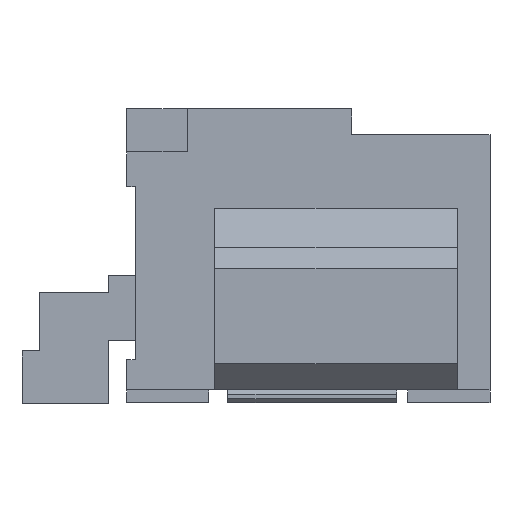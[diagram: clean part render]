
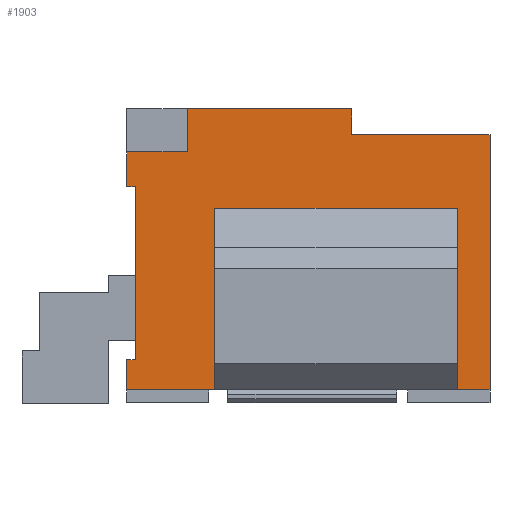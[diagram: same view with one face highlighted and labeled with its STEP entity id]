
A CAD part, left-side view. The second image highlights one B-rep face of the part: STEP entity #1903.
In plain terms, the highlighted planar face has unit normal (-1, 0, 0).
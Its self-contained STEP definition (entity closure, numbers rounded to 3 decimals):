
#1221=CARTESIAN_POINT('',(-3.375,-0.755,0.155));
#1222=VERTEX_POINT('',#1221);
#1229=CARTESIAN_POINT('',(-3.375,-0.755,0.505));
#1230=VERTEX_POINT('',#1229);
#1231=CARTESIAN_POINT('',(-3.375,-0.755,0.505));
#1232=DIRECTION('',(0.0,0.0,-1.0));
#1233=VECTOR('',#1232,0.35);
#1234=LINE('',#1231,#1233);
#1235=EDGE_CURVE('',#1230,#1222,#1234,.T.);
#1435=CARTESIAN_POINT('',(-3.375,-4.955,0.155));
#1436=VERTEX_POINT('',#1435);
#1443=CARTESIAN_POINT('',(-3.375,-4.575,0.155));
#1444=VERTEX_POINT('',#1443);
#1445=CARTESIAN_POINT('',(-3.375,-4.955,0.155));
#1446=DIRECTION('',(0.0,1.0,0.0));
#1447=VECTOR('',#1446,0.38);
#1448=LINE('',#1445,#1447);
#1449=EDGE_CURVE('',#1436,#1444,#1448,.T.);
#1506=CARTESIAN_POINT('',(-3.375,-1.775,0.155));
#1507=VERTEX_POINT('',#1506);
#1514=CARTESIAN_POINT('',(-3.375,-1.775,0.155));
#1515=DIRECTION('',(0.0,1.0,0.0));
#1516=VECTOR('',#1515,1.02);
#1517=LINE('',#1514,#1516);
#1518=EDGE_CURVE('',#1507,#1222,#1517,.T.);
#1793=CARTESIAN_POINT('',(-3.375,-5.165,-0.008));
#1794=DIRECTION('',(-1.0,0.0,0.0));
#1795=DIRECTION('',(0.0,0.0,1.0));
#1796=AXIS2_PLACEMENT_3D('',#1793,#1794,#1795);
#1797=PLANE('',#1796);
#1798=ORIENTED_EDGE('',*,*,#1449,.F.);
#1799=CARTESIAN_POINT('',(-3.375,-4.955,3.105));
#1800=VERTEX_POINT('',#1799);
#1801=CARTESIAN_POINT('',(-3.375,-4.955,0.155));
#1802=DIRECTION('',(0.0,0.0,1.0));
#1803=VECTOR('',#1802,2.95);
#1804=LINE('',#1801,#1803);
#1805=EDGE_CURVE('',#1436,#1800,#1804,.T.);
#1806=ORIENTED_EDGE('',*,*,#1805,.T.);
#1807=CARTESIAN_POINT('',(-3.375,-3.355,3.105));
#1808=VERTEX_POINT('',#1807);
#1809=CARTESIAN_POINT('',(-3.375,-3.355,3.105));
#1810=DIRECTION('',(0.0,-1.0,0.0));
#1811=VECTOR('',#1810,1.6);
#1812=LINE('',#1809,#1811);
#1813=EDGE_CURVE('',#1808,#1800,#1812,.T.);
#1814=ORIENTED_EDGE('',*,*,#1813,.F.);
#1815=CARTESIAN_POINT('',(-3.375,-3.355,3.405));
#1816=VERTEX_POINT('',#1815);
#1817=CARTESIAN_POINT('',(-3.375,-3.355,3.405));
#1818=DIRECTION('',(0.0,0.0,-1.0));
#1819=VECTOR('',#1818,0.3);
#1820=LINE('',#1817,#1819);
#1821=EDGE_CURVE('',#1816,#1808,#1820,.T.);
#1822=ORIENTED_EDGE('',*,*,#1821,.F.);
#1823=CARTESIAN_POINT('',(-3.375,-1.455,3.405));
#1824=VERTEX_POINT('',#1823);
#1825=CARTESIAN_POINT('',(-3.375,-3.355,3.405));
#1826=DIRECTION('',(0.0,1.0,0.0));
#1827=VECTOR('',#1826,1.9);
#1828=LINE('',#1825,#1827);
#1829=EDGE_CURVE('',#1816,#1824,#1828,.T.);
#1830=ORIENTED_EDGE('',*,*,#1829,.T.);
#1831=CARTESIAN_POINT('',(-3.375,-1.455,2.905));
#1832=VERTEX_POINT('',#1831);
#1833=CARTESIAN_POINT('',(-3.375,-1.455,2.905));
#1834=DIRECTION('',(0.0,0.0,1.0));
#1835=VECTOR('',#1834,0.5);
#1836=LINE('',#1833,#1835);
#1837=EDGE_CURVE('',#1832,#1824,#1836,.T.);
#1838=ORIENTED_EDGE('',*,*,#1837,.F.);
#1839=CARTESIAN_POINT('',(-3.375,-0.755,2.905));
#1840=VERTEX_POINT('',#1839);
#1841=CARTESIAN_POINT('',(-3.375,-1.455,2.905));
#1842=DIRECTION('',(0.0,1.0,0.0));
#1843=VECTOR('',#1842,0.7);
#1844=LINE('',#1841,#1843);
#1845=EDGE_CURVE('',#1832,#1840,#1844,.T.);
#1846=ORIENTED_EDGE('',*,*,#1845,.T.);
#1847=CARTESIAN_POINT('',(-3.375,-0.755,2.505));
#1848=VERTEX_POINT('',#1847);
#1849=CARTESIAN_POINT('',(-3.375,-0.755,2.905));
#1850=DIRECTION('',(0.0,0.0,-1.0));
#1851=VECTOR('',#1850,0.4);
#1852=LINE('',#1849,#1851);
#1853=EDGE_CURVE('',#1840,#1848,#1852,.T.);
#1854=ORIENTED_EDGE('',*,*,#1853,.T.);
#1855=CARTESIAN_POINT('',(-3.375,-0.855,2.505));
#1856=VERTEX_POINT('',#1855);
#1857=CARTESIAN_POINT('',(-3.375,-0.855,2.505));
#1858=DIRECTION('',(0.0,1.0,0.0));
#1859=VECTOR('',#1858,0.1);
#1860=LINE('',#1857,#1859);
#1861=EDGE_CURVE('',#1856,#1848,#1860,.T.);
#1862=ORIENTED_EDGE('',*,*,#1861,.F.);
#1863=CARTESIAN_POINT('',(-3.375,-0.855,0.505));
#1864=VERTEX_POINT('',#1863);
#1865=CARTESIAN_POINT('',(-3.375,-0.855,0.505));
#1866=DIRECTION('',(0.0,0.0,1.0));
#1867=VECTOR('',#1866,2.0);
#1868=LINE('',#1865,#1867);
#1869=EDGE_CURVE('',#1864,#1856,#1868,.T.);
#1870=ORIENTED_EDGE('',*,*,#1869,.F.);
#1871=CARTESIAN_POINT('',(-3.375,-0.755,0.505));
#1872=DIRECTION('',(0.0,-1.0,0.0));
#1873=VECTOR('',#1872,0.1);
#1874=LINE('',#1871,#1873);
#1875=EDGE_CURVE('',#1230,#1864,#1874,.T.);
#1876=ORIENTED_EDGE('',*,*,#1875,.F.);
#1877=ORIENTED_EDGE('',*,*,#1235,.T.);
#1878=ORIENTED_EDGE('',*,*,#1518,.F.);
#1879=CARTESIAN_POINT('',(-3.375,-1.775,2.255));
#1880=VERTEX_POINT('',#1879);
#1881=CARTESIAN_POINT('',(-3.375,-1.775,0.155));
#1882=DIRECTION('',(0.0,0.0,1.0));
#1883=VECTOR('',#1882,2.1);
#1884=LINE('',#1881,#1883);
#1885=EDGE_CURVE('',#1507,#1880,#1884,.T.);
#1886=ORIENTED_EDGE('',*,*,#1885,.T.);
#1887=CARTESIAN_POINT('',(-3.375,-4.575,2.255));
#1888=VERTEX_POINT('',#1887);
#1889=CARTESIAN_POINT('',(-3.375,-1.775,2.255));
#1890=DIRECTION('',(0.0,-1.0,0.0));
#1891=VECTOR('',#1890,2.8);
#1892=LINE('',#1889,#1891);
#1893=EDGE_CURVE('',#1880,#1888,#1892,.T.);
#1894=ORIENTED_EDGE('',*,*,#1893,.T.);
#1895=CARTESIAN_POINT('',(-3.375,-4.575,2.255));
#1896=DIRECTION('',(0.0,0.0,-1.0));
#1897=VECTOR('',#1896,2.1);
#1898=LINE('',#1895,#1897);
#1899=EDGE_CURVE('',#1888,#1444,#1898,.T.);
#1900=ORIENTED_EDGE('',*,*,#1899,.T.);
#1901=EDGE_LOOP('',(#1798,#1806,#1814,#1822,#1830,#1838,#1846,#1854,#1862,#1870,#1876,#1877,#1878,#1886,#1894,#1900));
#1902=FACE_OUTER_BOUND('',#1901,.T.);
#1903=ADVANCED_FACE('',(#1902),#1797,.T.);
